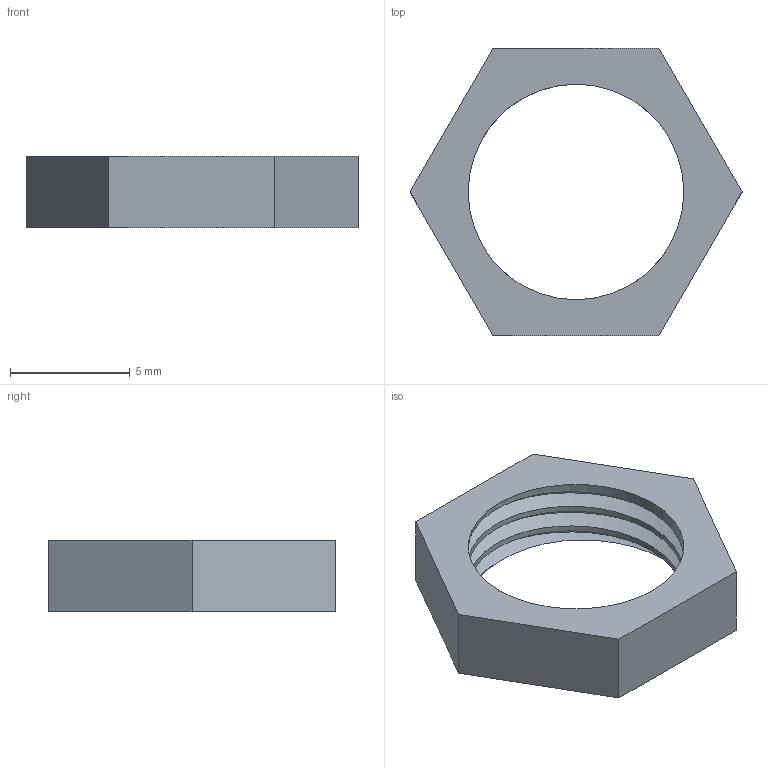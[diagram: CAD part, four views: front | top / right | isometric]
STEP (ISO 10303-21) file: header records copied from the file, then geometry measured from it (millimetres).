
FILE_DESCRIPTION (( 'STEP AP214' ), '1' );
FILE_NAME ('錨璃5.STEP', '2025-01-17T13:01:48', ( '' ), ( '' ), 'SwSTEP 2.0', 'SolidWorks 2024', '' );
FILE_SCHEMA (( 'AUTOMOTIVE_DESIGN' ));
Length unit declared in the file: millimetre
Products named in the file (1): 零件5
Bounding box: 13.86 x 12 x 3 mm (x, y, z)
Volume: 164.9 mm3; surface area: 378 mm2
Topology: 1 solids, 1 shells, 19 faces, 47 edges, 30 vertices
Faces by surface type: plane 9, cylinder 7, bspline 3
Entity records: 1035 total; most frequent: CARTESIAN_POINT 610, ORIENTED_EDGE 94, DIRECTION 68, EDGE_CURVE 47, VERTEX_POINT 30, LINE 28, VECTOR 28, EDGE_LOOP 21
